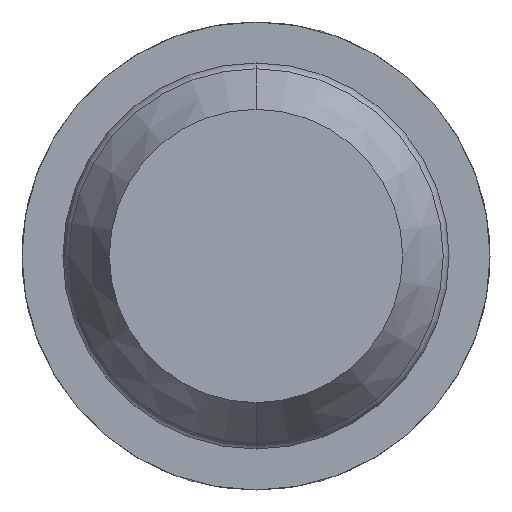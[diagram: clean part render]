
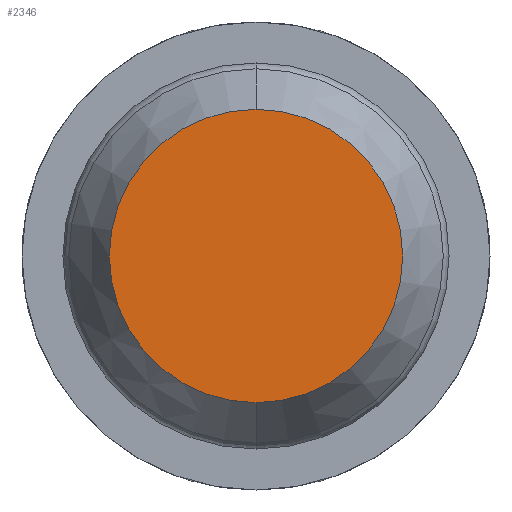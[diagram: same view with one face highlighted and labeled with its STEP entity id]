
A CAD part, front view. The second image highlights one B-rep face of the part: STEP entity #2346.
In plain terms, the highlighted planar face has unit normal (0, -1, 0).
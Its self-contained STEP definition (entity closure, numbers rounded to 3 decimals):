
#30 = ORIENTED_EDGE ( 'NONE', *, *, #2927, .T. ) ;
#189 = DIRECTION ( 'NONE',  ( 0., -1., 0. ) ) ;
#223 = CARTESIAN_POINT ( 'NONE',  ( 0., 0., 0. ) ) ;
#483 = FACE_OUTER_BOUND ( 'NONE', #1029, .T. ) ;
#561 = CIRCLE ( 'NONE', #1315, 0.627 ) ;
#595 = ORIENTED_EDGE ( 'NONE', *, *, #4787, .T. ) ;
#797 = VERTEX_POINT ( 'NONE', #4054 ) ;
#876 = AXIS2_PLACEMENT_3D ( 'NONE', #3899, #1639, #2384 ) ;
#1029 = EDGE_LOOP ( 'NONE', ( #595, #30 ) ) ;
#1269 = DIRECTION ( 'NONE',  ( 0., -1., 0. ) ) ;
#1315 = AXIS2_PLACEMENT_3D ( 'NONE', #223, #189, #3926 ) ;
#1639 = DIRECTION ( 'NONE',  ( 0., -1., 0. ) ) ;
#2055 = AXIS2_PLACEMENT_3D ( 'NONE', #3145, #1269, #3897 ) ;
#2346 = ADVANCED_FACE ( 'Defeature ausgef�hrt2_0', ( #483 ), #3511, .T. ) ;
#2384 = DIRECTION ( 'NONE',  ( 0., 0., -1. ) ) ;
#2927 = EDGE_CURVE ( 'Defeature ausgef�hrt2_0+Defeature ausgef�hrt2_1+Defeature ausgef�hrt2_1+Defeature ausgef�hrt2_1', #797, #4730, #561, .T. ) ;
#3048 = CARTESIAN_POINT ( 'NONE',  ( 0., 0., 0.627 ) ) ;
#3145 = CARTESIAN_POINT ( 'NONE',  ( 0., 0., 0. ) ) ;
#3511 = PLANE ( 'NONE',  #2055 ) ;
#3897 = DIRECTION ( 'NONE',  ( 0., 0., -1. ) ) ;
#3899 = CARTESIAN_POINT ( 'NONE',  ( 0., 0., 0. ) ) ;
#3926 = DIRECTION ( 'NONE',  ( 0., 0., -1. ) ) ;
#4054 = CARTESIAN_POINT ( 'NONE',  ( 0., 0., -0.627 ) ) ;
#4676 = CIRCLE ( 'NONE', #876, 0.627 ) ;
#4730 = VERTEX_POINT ( 'NONE', #3048 ) ;
#4787 = EDGE_CURVE ( 'Defeature ausgef�hrt2_0+Defeature ausgef�hrt2_1+Defeature ausgef�hrt2_1+Defeature ausgef�hrt2_1', #4730, #797, #4676, .T. ) ;
